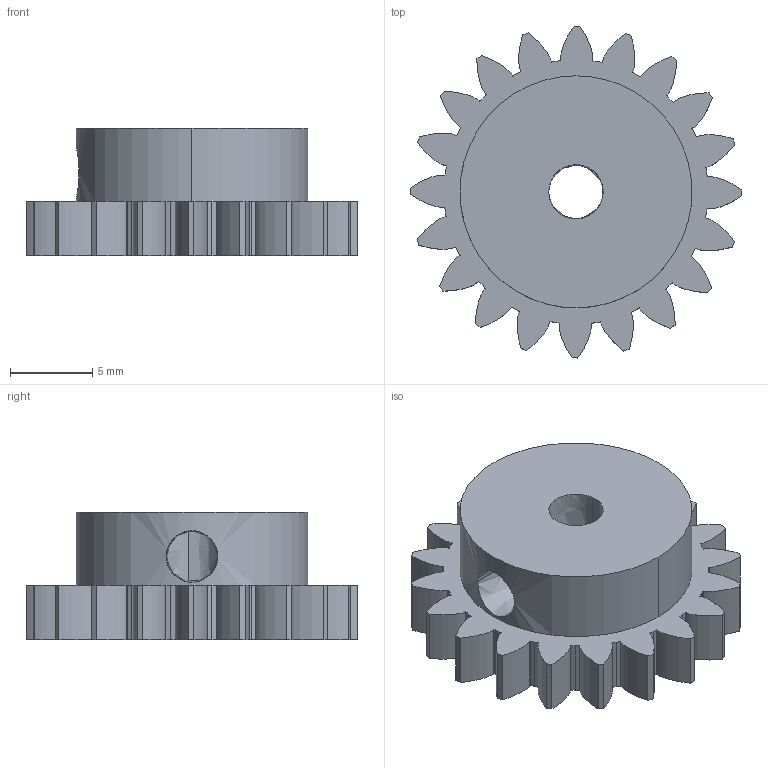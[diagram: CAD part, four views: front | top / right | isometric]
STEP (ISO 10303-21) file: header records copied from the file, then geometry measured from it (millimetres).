
FILE_DESCRIPTION(/* description */ (''),/* implementation_level */ '2;1');
FILE_NAME(/* name */ 'MOTORG~1',/* time_stamp */ '2014-12-05T10:22:32+08:00',/* author */ (''),/* organization */ (''),/* preprocessor_version */ 'ST-DEVELOPER v15',/* originating_system */ '',/* authorisation */ '');
FILE_SCHEMA (('AUTOMOTIVE_DESIGN'));
Length unit declared in the file: millimetre
Products named in the file (1): Document
Bounding box: 20.21 x 20.21 x 7.76 mm (x, y, z)
Volume: 1455.7 mm3; surface area: 1191.5 mm2
Topology: 1 solids, 1 shells, 151 faces, 447 edges, 298 vertices
Faces by surface type: plane 103, bspline 48
Entity records: 5362 total; most frequent: CARTESIAN_POINT 2449, ORIENTED_EDGE 894, EDGE_CURVE 447, B_SPLINE_CURVE_WITH_KNOTS 430, VERTEX_POINT 298, EDGE_LOOP 155, ADVANCED_FACE 151, FACE_OUTER_BOUND 151
